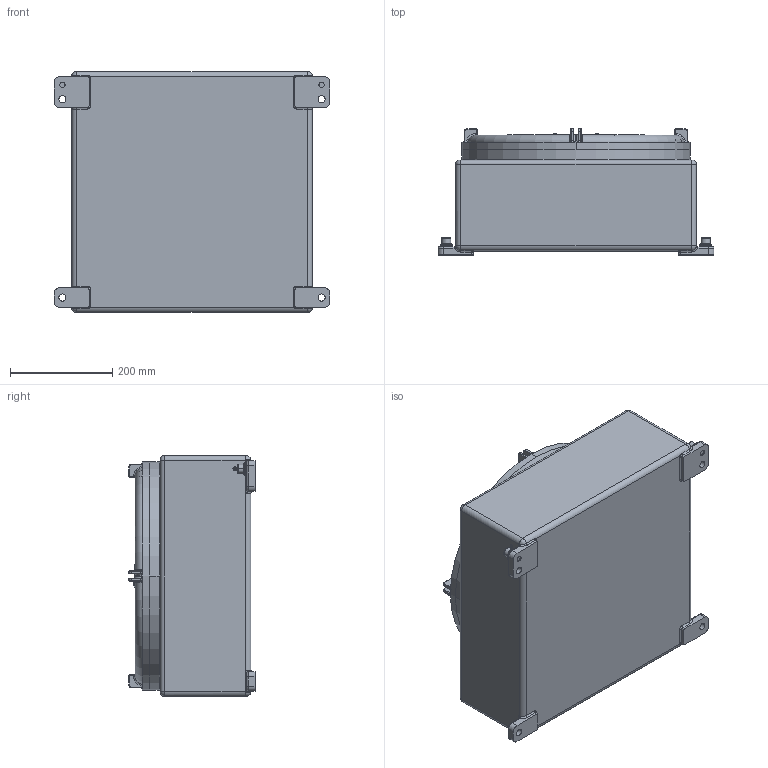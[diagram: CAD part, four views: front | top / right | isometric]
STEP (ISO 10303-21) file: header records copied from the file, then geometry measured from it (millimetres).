
FILE_DESCRIPTION (( 'STEP AP203' ), '1' );
FILE_NAME ('40102060.step', '2019-04-15T14:02:22', ( '' ), ( '' ), 'SwSTEP 2.0', 'SolidWorks 2018', '' );
FILE_SCHEMA (( 'CONFIG_CONTROL_DESIGN' ));
Length unit declared in the file: millimetre
Products named in the file (19): 92793; 92783; 83133; 98086; 40102060; 82466; 93419_PreviewCfg; 92081; 40000037272_M3; 70605; 98063; 40000036126_12-7g; 93432_EN ISO 4762 M12 x 20 - 20N; 92780; 93428_DIN 912 M6 x 10 --- 10N; 70655; 93412; 40302060; 93414
Assembly tree (34 placements, depth 2):
  92793
  40102060
    70605
    82466
    40302060
    98063  x6
    93428_DIN 912 M6 x 10 --- 10N  x5
    98086
    92081  x3
    70655
    92783
    93414  x2
    92780
    93412  x2
    83133  x4
    93419_PreviewCfg  x2
    93432_EN ISO 4762 M12 x 20 - 20N  x2
    40000037272_M3
  40000036126_12-7g
Bounding box: 538 x 246 x 470 mm (x, y, z)
Volume: 14786390.6 mm3; surface area: 2034887.8 mm2
Topology: 34 solids, 34 shells, 2652 faces, 6284 edges, 3641 vertices
Faces by surface type: cylinder 887, plane 646, bspline 525, torus 496, cone 70, sphere 28
Entity records: 98356 total; most frequent: CARTESIAN_POINT 44559, ORIENTED_EDGE 11026, DIRECTION 10565, EDGE_CURVE 5513, AXIS2_PLACEMENT_3D 4326, VERTEX_POINT 3246, EDGE_LOOP 2475, CIRCLE 2448
